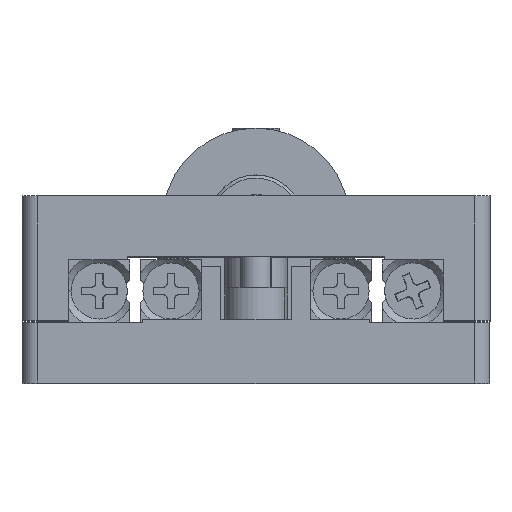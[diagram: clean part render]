
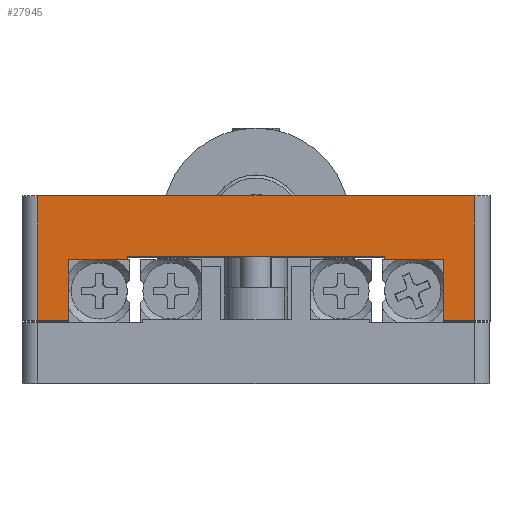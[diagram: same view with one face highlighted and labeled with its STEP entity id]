
A CAD part, top view. The second image highlights one B-rep face of the part: STEP entity #27945.
In plain terms, the highlighted planar face has unit normal (0, 0, 1).
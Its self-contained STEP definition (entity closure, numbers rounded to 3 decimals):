
#178 = VECTOR ( 'NONE', #3567, 1000. ) ;
#229 = CARTESIAN_POINT ( 'NONE',  ( 8.25, 8.1, 15. ) ) ;
#338 = CARTESIAN_POINT ( 'NONE',  ( 12., 4., 15. ) ) ;
#413 = VERTEX_POINT ( 'NONE', #16345 ) ;
#570 = LINE ( 'NONE', #21119, #15346 ) ;
#919 = VERTEX_POINT ( 'NONE', #18261 ) ;
#1032 = CARTESIAN_POINT ( 'NONE',  ( 12., 7.9, 15. ) ) ;
#1209 = EDGE_CURVE ( 'NONE', #11043, #12761, #8224, .T. ) ;
#1683 = VECTOR ( 'NONE', #2384, 1000. ) ;
#2242 = ORIENTED_EDGE ( 'NONE', *, *, #16707, .T. ) ;
#2307 = CARTESIAN_POINT ( 'NONE',  ( -14., 12., 15. ) ) ;
#2384 = DIRECTION ( 'NONE',  ( 0., -1., 0. ) ) ;
#2632 = VERTEX_POINT ( 'NONE', #29663 ) ;
#3037 = CARTESIAN_POINT ( 'NONE',  ( 8.25, 7.9, 15. ) ) ;
#3548 = CARTESIAN_POINT ( 'NONE',  ( -14., 4., 15. ) ) ;
#3567 = DIRECTION ( 'NONE',  ( 0., 1., 0. ) ) ;
#3591 = VECTOR ( 'NONE', #27852, 1000. ) ;
#4123 = VERTEX_POINT ( 'NONE', #2307 ) ;
#4204 = CARTESIAN_POINT ( 'NONE',  ( 8.25, 7.9, 15. ) ) ;
#4336 = ORIENTED_EDGE ( 'NONE', *, *, #27569, .F. ) ;
#4480 = ORIENTED_EDGE ( 'NONE', *, *, #6090, .F. ) ;
#5009 = LINE ( 'NONE', #11488, #21605 ) ;
#5412 = CARTESIAN_POINT ( 'NONE',  ( -8.25, 8.1, 15. ) ) ;
#5451 = LINE ( 'NONE', #338, #26341 ) ;
#5557 = CARTESIAN_POINT ( 'NONE',  ( -14., 4., 15. ) ) ;
#6090 = EDGE_CURVE ( 'NONE', #21008, #23214, #14309, .T. ) ;
#6261 = DIRECTION ( 'NONE',  ( 0., 1., 0. ) ) ;
#7354 = DIRECTION ( 'NONE',  ( 1., 0., 0. ) ) ;
#7468 = DIRECTION ( 'NONE',  ( 1., 0., 0. ) ) ;
#7645 = EDGE_CURVE ( 'NONE', #23629, #2632, #14413, .T. ) ;
#7725 = ORIENTED_EDGE ( 'NONE', *, *, #19573, .T. ) ;
#8076 = VERTEX_POINT ( 'NONE', #22274 ) ;
#8177 = VECTOR ( 'NONE', #13521, 1000. ) ;
#8224 = LINE ( 'NONE', #8387, #25847 ) ;
#8387 = CARTESIAN_POINT ( 'NONE',  ( 8.25, 7.9, 15. ) ) ;
#9333 = DIRECTION ( 'NONE',  ( -1., 0., 0. ) ) ;
#9357 = DIRECTION ( 'NONE',  ( -1., 0., 0. ) ) ;
#9575 = ORIENTED_EDGE ( 'NONE', *, *, #21994, .F. ) ;
#9621 = LINE ( 'NONE', #27535, #11395 ) ;
#9782 = DIRECTION ( 'NONE',  ( -1., 0., 0. ) ) ;
#10363 = EDGE_CURVE ( 'NONE', #23214, #413, #12532, .T. ) ;
#11043 = VERTEX_POINT ( 'NONE', #1032 ) ;
#11244 = ORIENTED_EDGE ( 'NONE', *, *, #7645, .F. ) ;
#11395 = VECTOR ( 'NONE', #22816, 1000. ) ;
#11488 = CARTESIAN_POINT ( 'NONE',  ( -12., 7.9, 15. ) ) ;
#11671 = CARTESIAN_POINT ( 'NONE',  ( -8.25, 8.1, 15. ) ) ;
#12532 = LINE ( 'NONE', #11671, #1683 ) ;
#12761 = VERTEX_POINT ( 'NONE', #4204 ) ;
#13307 = VECTOR ( 'NONE', #6261, 1000. ) ;
#13521 = DIRECTION ( 'NONE',  ( -1., 0., 0. ) ) ;
#14309 = LINE ( 'NONE', #15627, #8177 ) ;
#14413 = LINE ( 'NONE', #23542, #3591 ) ;
#15197 = VERTEX_POINT ( 'NONE', #20650 ) ;
#15235 = DIRECTION ( 'NONE',  ( -1., 0., 0. ) ) ;
#15346 = VECTOR ( 'NONE', #9782, 1000. ) ;
#15627 = CARTESIAN_POINT ( 'NONE',  ( -8.25, 8.1, 15. ) ) ;
#15935 = EDGE_CURVE ( 'NONE', #2632, #28861, #570, .T. ) ;
#15973 = ORIENTED_EDGE ( 'NONE', *, *, #1209, .F. ) ;
#16299 = EDGE_CURVE ( 'NONE', #12761, #21008, #9621, .T. ) ;
#16345 = CARTESIAN_POINT ( 'NONE',  ( -8.25, 7.9, 15. ) ) ;
#16707 = EDGE_CURVE ( 'NONE', #15197, #8076, #18561, .T. ) ;
#16841 = PLANE ( 'NONE',  #26105 ) ;
#17034 = DIRECTION ( 'NONE',  ( 0., 0., 1. ) ) ;
#17438 = LINE ( 'NONE', #5557, #22480 ) ;
#17635 = CARTESIAN_POINT ( 'NONE',  ( 12., 7.9, 15. ) ) ;
#18211 = EDGE_CURVE ( 'NONE', #4123, #8076, #25668, .T. ) ;
#18261 = CARTESIAN_POINT ( 'NONE',  ( 12., 4., 15. ) ) ;
#18561 = LINE ( 'NONE', #24135, #178 ) ;
#19573 = EDGE_CURVE ( 'NONE', #4123, #28861, #17438, .T. ) ;
#20650 = CARTESIAN_POINT ( 'NONE',  ( 14., 4., 15. ) ) ;
#21008 = VERTEX_POINT ( 'NONE', #229 ) ;
#21119 = CARTESIAN_POINT ( 'NONE',  ( -15., 4., 15. ) ) ;
#21163 = ORIENTED_EDGE ( 'NONE', *, *, #15935, .F. ) ;
#21335 = ORIENTED_EDGE ( 'NONE', *, *, #10363, .F. ) ;
#21605 = VECTOR ( 'NONE', #9357, 1000. ) ;
#21675 = DIRECTION ( 'NONE',  ( 0., -1., 0. ) ) ;
#21994 = EDGE_CURVE ( 'NONE', #15197, #919, #5451, .T. ) ;
#22272 = FACE_OUTER_BOUND ( 'NONE', #25996, .T. ) ;
#22274 = CARTESIAN_POINT ( 'NONE',  ( 14., 12., 15. ) ) ;
#22480 = VECTOR ( 'NONE', #21675, 1000. ) ;
#22816 = DIRECTION ( 'NONE',  ( 0., 1., 0. ) ) ;
#23076 = EDGE_CURVE ( 'NONE', #413, #23629, #5009, .T. ) ;
#23214 = VERTEX_POINT ( 'NONE', #5412 ) ;
#23385 = LINE ( 'NONE', #17635, #13307 ) ;
#23542 = CARTESIAN_POINT ( 'NONE',  ( -12., 7.9, 15. ) ) ;
#23629 = VERTEX_POINT ( 'NONE', #24623 ) ;
#24135 = CARTESIAN_POINT ( 'NONE',  ( 14., 12., 15. ) ) ;
#24623 = CARTESIAN_POINT ( 'NONE',  ( -12., 7.9, 15. ) ) ;
#24738 = ORIENTED_EDGE ( 'NONE', *, *, #23076, .F. ) ;
#25668 = LINE ( 'NONE', #28001, #28188 ) ;
#25847 = VECTOR ( 'NONE', #15235, 1000. ) ;
#25996 = EDGE_LOOP ( 'NONE', ( #29558, #7725, #21163, #11244, #24738, #21335, #4480, #28303, #15973, #4336, #9575, #2242 ) ) ;
#26105 = AXIS2_PLACEMENT_3D ( 'NONE', #3037, #17034, #7468 ) ;
#26341 = VECTOR ( 'NONE', #9333, 1000. ) ;
#27535 = CARTESIAN_POINT ( 'NONE',  ( 8.25, 8.1, 15. ) ) ;
#27569 = EDGE_CURVE ( 'NONE', #919, #11043, #23385, .T. ) ;
#27852 = DIRECTION ( 'NONE',  ( 0., -1., 0. ) ) ;
#27945 = ADVANCED_FACE ( 'NONE', ( #22272 ), #16841, .T. ) ;
#28001 = CARTESIAN_POINT ( 'NONE',  ( -15., 12., 15. ) ) ;
#28188 = VECTOR ( 'NONE', #7354, 1000. ) ;
#28303 = ORIENTED_EDGE ( 'NONE', *, *, #16299, .F. ) ;
#28861 = VERTEX_POINT ( 'NONE', #3548 ) ;
#29558 = ORIENTED_EDGE ( 'NONE', *, *, #18211, .F. ) ;
#29663 = CARTESIAN_POINT ( 'NONE',  ( -12., 4., 15. ) ) ;
